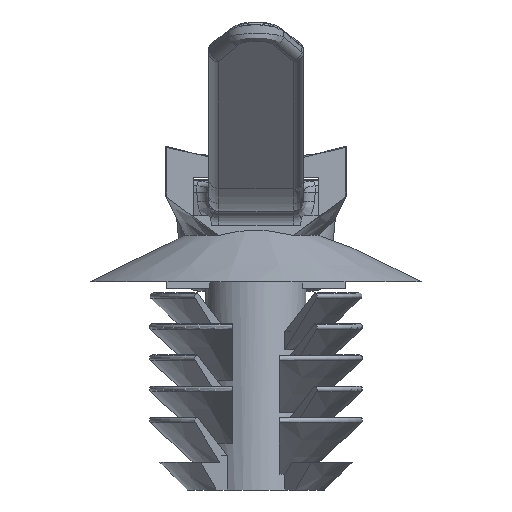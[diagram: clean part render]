
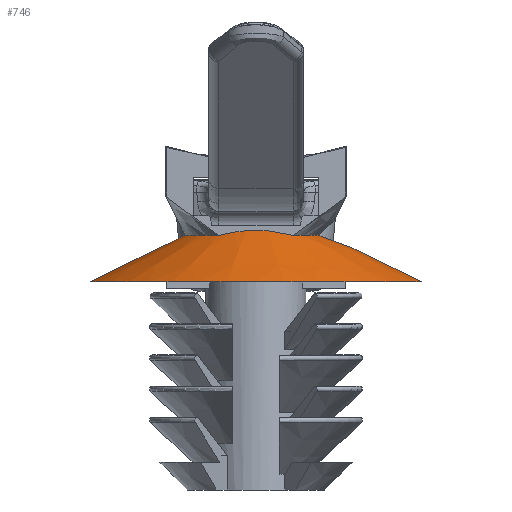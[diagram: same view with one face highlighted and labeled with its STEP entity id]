
A CAD part, front view. The second image highlights one B-rep face of the part: STEP entity #746.
In plain terms, the highlighted conical face has half-angle 64 degrees and reference radius 8.25 mm.
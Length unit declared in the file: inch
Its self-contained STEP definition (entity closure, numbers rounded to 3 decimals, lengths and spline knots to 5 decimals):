
#234=FACE_BOUND('',#1408,.T.);
#235=FACE_BOUND('',#1409,.T.);
#295=CONICAL_SURFACE('',#4888,0.3248,64.);
#361=CIRCLE('',#4886,0.3248);
#582=B_SPLINE_CURVE_WITH_KNOTS('',3,(#7133,#7134,#7135,#7136),
 .UNSPECIFIED.,.F.,.F.,(4,4),(0.,1.),.UNSPECIFIED.);
#583=B_SPLINE_CURVE_WITH_KNOTS('',3,(#7139,#7140,#7141,#7142),
 .UNSPECIFIED.,.F.,.F.,(4,4),(0.,1.),.UNSPECIFIED.);
#584=B_SPLINE_CURVE_WITH_KNOTS('',3,(#7144,#7145,#7146,#7147),
 .UNSPECIFIED.,.F.,.F.,(4,4),(0.,1.),.UNSPECIFIED.);
#585=B_SPLINE_CURVE_WITH_KNOTS('',3,(#7149,#7150,#7151,#7152,#7153,#7154,
#7155,#7156,#7157,#7158),.UNSPECIFIED.,.F.,.F.,(4,2,2,2,4),(0.,0.25,0.5,
0.75,1.),.UNSPECIFIED.);
#746=ADVANCED_FACE('',(#234,#235),#295,.T.);
#1408=EDGE_LOOP('',(#1944));
#1409=EDGE_LOOP('',(#1945,#1946,#1947,#1948));
#1944=ORIENTED_EDGE('',*,*,#3638,.F.);
#1945=ORIENTED_EDGE('',*,*,#3639,.T.);
#1946=ORIENTED_EDGE('',*,*,#3640,.F.);
#1947=ORIENTED_EDGE('',*,*,#3641,.T.);
#1948=ORIENTED_EDGE('',*,*,#3642,.F.);
#3150=VERTEX_POINT('',#7131);
#3151=VERTEX_POINT('',#7137);
#3152=VERTEX_POINT('',#7138);
#3153=VERTEX_POINT('',#7143);
#3154=VERTEX_POINT('',#7148);
#3638=EDGE_CURVE('',#3150,#3150,#361,.T.);
#3639=EDGE_CURVE('',#3151,#3152,#582,.T.);
#3640=EDGE_CURVE('',#3153,#3152,#583,.T.);
#3641=EDGE_CURVE('',#3153,#3154,#584,.T.);
#3642=EDGE_CURVE('',#3151,#3154,#585,.T.);
#4886=AXIS2_PLACEMENT_3D('',#7130,#5601,#5602);
#4888=AXIS2_PLACEMENT_3D('',#7159,#5605,#5606);
#5601=DIRECTION('',(0.,0.,-1.));
#5602=DIRECTION('',(-1.,0.,0.));
#5605=DIRECTION('',(0.,0.,-1.));
#5606=DIRECTION('',(-1.,0.,0.));
#7130=CARTESIAN_POINT('',(0.,0.,-0.0689));
#7131=CARTESIAN_POINT('',(-0.3248,0.,-0.0689));
#7133=CARTESIAN_POINT('',(-0.07361,0.11811,0.02164));
#7134=CARTESIAN_POINT('',(-0.02153,0.11811,0.03508));
#7135=CARTESIAN_POINT('',(0.02133,0.11811,0.03513));
#7136=CARTESIAN_POINT('',(0.07361,0.11811,0.02164));
#7137=CARTESIAN_POINT('',(-0.07361,0.11811,0.02164));
#7138=CARTESIAN_POINT('',(0.07361,0.11811,0.02164));
#7139=CARTESIAN_POINT('',(0.07361,-0.11811,0.02164));
#7140=CARTESIAN_POINT('',(0.13963,-0.0766,0.02179));
#7141=CARTESIAN_POINT('',(0.13963,0.0766,0.02179));
#7142=CARTESIAN_POINT('',(0.07361,0.11811,0.02164));
#7143=CARTESIAN_POINT('',(0.07361,-0.11811,0.02164));
#7144=CARTESIAN_POINT('',(0.07361,-0.11811,0.02164));
#7145=CARTESIAN_POINT('',(0.02153,-0.11811,0.03508));
#7146=CARTESIAN_POINT('',(-0.02133,-0.11811,0.03513));
#7147=CARTESIAN_POINT('',(-0.07361,-0.11811,0.02164));
#7148=CARTESIAN_POINT('',(-0.07361,-0.11811,0.02164));
#7149=CARTESIAN_POINT('',(-0.07361,0.11811,0.02164));
#7150=CARTESIAN_POINT('',(-0.09027,0.10773,0.02179));
#7151=CARTESIAN_POINT('',(-0.10687,0.09227,0.02195));
#7152=CARTESIAN_POINT('',(-0.13149,0.05129,0.02218));
#7153=CARTESIAN_POINT('',(-0.13908,0.02578,0.02225));
#7154=CARTESIAN_POINT('',(-0.13908,-0.02578,0.02225));
#7155=CARTESIAN_POINT('',(-0.13149,-0.05129,0.02218));
#7156=CARTESIAN_POINT('',(-0.10687,-0.09227,0.02195));
#7157=CARTESIAN_POINT('',(-0.09027,-0.10773,0.02179));
#7158=CARTESIAN_POINT('',(-0.07361,-0.11811,0.02164));
#7159=CARTESIAN_POINT('',(0.,0.,-0.0689));
